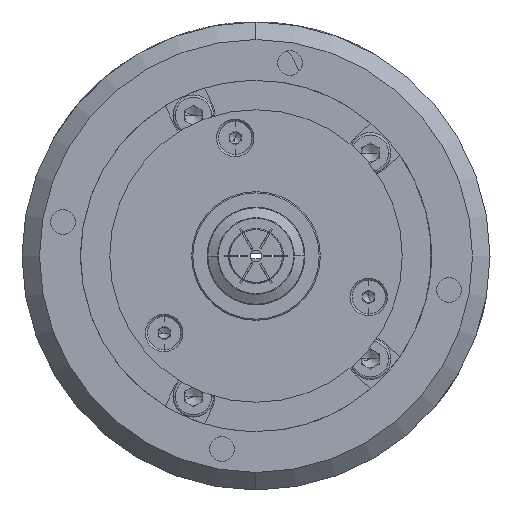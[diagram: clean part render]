
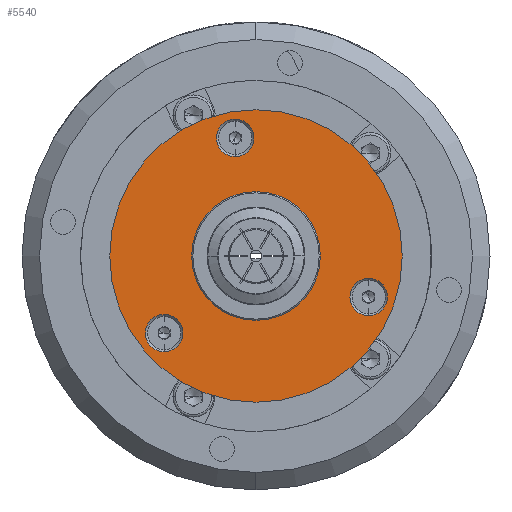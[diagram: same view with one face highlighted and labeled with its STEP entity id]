
A CAD part, left-side view. The second image highlights one B-rep face of the part: STEP entity #5540.
In plain terms, the highlighted planar face has unit normal (-1, 0, 0).
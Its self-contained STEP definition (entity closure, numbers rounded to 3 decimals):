
#5335 = EDGE_CURVE ( 'NONE', #5355, #5546, #17137, .T. ) ;
#5355 = VERTEX_POINT ( 'NONE', #17112 ) ;
#5406 = VERTEX_POINT ( 'NONE', #17199 ) ;
#5411 = EDGE_CURVE ( 'NONE', #5406, #5412, #17372, .T. ) ;
#5412 = VERTEX_POINT ( 'NONE', #17196 ) ;
#5437 = VERTEX_POINT ( 'NONE', #17321 ) ;
#5442 = EDGE_CURVE ( 'NONE', #5437, #5443, #17315, .T. ) ;
#5443 = VERTEX_POINT ( 'NONE', #17310 ) ;
#5540 = ADVANCED_FACE ( 'NONE', ( #19123, #19122, #19121, #19120, #19119 ), #19360, .T. ) ;
#5541 = EDGE_LOOP ( 'NONE', ( #5729, #5580 ) ) ;
#5546 = VERTEX_POINT ( 'NONE', #19349 ) ;
#5578 = EDGE_CURVE ( 'NONE', #5443, #5437, #19208, .T. ) ;
#5580 = ORIENTED_EDGE ( 'NONE', *, *, #5442, .F. ) ;
#5582 = EDGE_LOOP ( 'NONE', ( #5733, #5735 ) ) ;
#5597 = EDGE_CURVE ( 'NONE', #5675, #5673, #19188, .T. ) ;
#5598 = EDGE_LOOP ( 'NONE', ( #5601, #5604 ) ) ;
#5601 = ORIENTED_EDGE ( 'NONE', *, *, #5665, .F. ) ;
#5604 = ORIENTED_EDGE ( 'NONE', *, *, #5335, .F. ) ;
#5665 = EDGE_CURVE ( 'NONE', #5546, #5355, #19156, .T. ) ;
#5667 = ORIENTED_EDGE ( 'NONE', *, *, #5774, .F. ) ;
#5668 = EDGE_LOOP ( 'NONE', ( #5670, #5676 ) ) ;
#5670 = ORIENTED_EDGE ( 'NONE', *, *, #5672, .T. ) ;
#5672 = EDGE_CURVE ( 'NONE', #5673, #5675, #19151, .T. ) ;
#5673 = VERTEX_POINT ( 'NONE', #17771 ) ;
#5675 = VERTEX_POINT ( 'NONE', #17770 ) ;
#5676 = ORIENTED_EDGE ( 'NONE', *, *, #5597, .T. ) ;
#5711 = EDGE_CURVE ( 'NONE', #5412, #5406, #17713, .T. ) ;
#5712 = EDGE_CURVE ( 'NONE', #5776, #5770, #17714, .T. ) ;
#5729 = ORIENTED_EDGE ( 'NONE', *, *, #5578, .F. ) ;
#5733 = ORIENTED_EDGE ( 'NONE', *, *, #5711, .F. ) ;
#5735 = ORIENTED_EDGE ( 'NONE', *, *, #5411, .F. ) ;
#5736 = EDGE_LOOP ( 'NONE', ( #5739, #5667 ) ) ;
#5739 = ORIENTED_EDGE ( 'NONE', *, *, #5712, .F. ) ;
#5770 = VERTEX_POINT ( 'NONE', #17879 ) ;
#5774 = EDGE_CURVE ( 'NONE', #5770, #5776, #17873, .T. ) ;
#5776 = VERTEX_POINT ( 'NONE', #17868 ) ;
#17112 = CARTESIAN_POINT ( 'NONE',  ( -12.2, 0., 25. ) ) ;
#17133 = DIRECTION ( 'NONE',  ( 0., 0., -1. ) ) ;
#17134 = DIRECTION ( 'NONE',  ( 1., 0., 0. ) ) ;
#17135 = CARTESIAN_POINT ( 'NONE',  ( -12.2, 0., 0. ) ) ;
#17136 = AXIS2_PLACEMENT_3D ( 'NONE', #17135, #17134, #17133 ) ;
#17137 = CIRCLE ( 'NONE', #17136, 25. ) ;
#17196 = CARTESIAN_POINT ( 'NONE',  ( -12.2, -19.264, -3.811 ) ) ;
#17197 = DIRECTION ( 'NONE',  ( 0., 0., 1. ) ) ;
#17198 = DIRECTION ( 'NONE',  ( -1., 0., 0. ) ) ;
#17199 = CARTESIAN_POINT ( 'NONE',  ( -12.2, -19.264, -10.211 ) ) ;
#17261 = CARTESIAN_POINT ( 'NONE',  ( -12.2, -19.264, -7.011 ) ) ;
#17262 = AXIS2_PLACEMENT_3D ( 'NONE', #17261, #17198, #17197 ) ;
#17310 = CARTESIAN_POINT ( 'NONE',  ( -12.2, 3.56, 23.389 ) ) ;
#17311 = DIRECTION ( 'NONE',  ( 0., 0., 1. ) ) ;
#17312 = DIRECTION ( 'NONE',  ( -1., 0., 0. ) ) ;
#17313 = CARTESIAN_POINT ( 'NONE',  ( -12.2, 3.56, 20.189 ) ) ;
#17314 = AXIS2_PLACEMENT_3D ( 'NONE', #17313, #17312, #17311 ) ;
#17315 = CIRCLE ( 'NONE', #17314, 3.2 ) ;
#17321 = CARTESIAN_POINT ( 'NONE',  ( -12.2, 3.56, 16.989 ) ) ;
#17372 = CIRCLE ( 'NONE', #17262, 3.2 ) ;
#17709 = DIRECTION ( 'NONE',  ( 0., 0., 1. ) ) ;
#17710 = DIRECTION ( 'NONE',  ( -1., 0., 0. ) ) ;
#17711 = CARTESIAN_POINT ( 'NONE',  ( -12.2, -19.264, -7.011 ) ) ;
#17712 = AXIS2_PLACEMENT_3D ( 'NONE', #17711, #17710, #17709 ) ;
#17713 = CIRCLE ( 'NONE', #17712, 3.2 ) ;
#17714 = CIRCLE ( 'NONE', #17804, 3.2 ) ;
#17717 = DIRECTION ( 'NONE',  ( 0., 0., -1. ) ) ;
#17746 = CARTESIAN_POINT ( 'NONE',  ( -12.2, 0., 0. ) ) ;
#17770 = CARTESIAN_POINT ( 'NONE',  ( -12.2, 0., 9.8 ) ) ;
#17771 = CARTESIAN_POINT ( 'NONE',  ( -12.2, 0., -9.8 ) ) ;
#17774 = AXIS2_PLACEMENT_3D ( 'NONE', #17746, #17805, #17717 ) ;
#17801 = DIRECTION ( 'NONE',  ( 0., 0., 1. ) ) ;
#17802 = DIRECTION ( 'NONE',  ( -1., 0., 0. ) ) ;
#17803 = CARTESIAN_POINT ( 'NONE',  ( -12.2, 15.704, -13.177 ) ) ;
#17804 = AXIS2_PLACEMENT_3D ( 'NONE', #17803, #17802, #17801 ) ;
#17805 = DIRECTION ( 'NONE',  ( 1., 0., 0. ) ) ;
#17868 = CARTESIAN_POINT ( 'NONE',  ( -12.2, 15.704, -9.977 ) ) ;
#17869 = DIRECTION ( 'NONE',  ( 0., 0., 1. ) ) ;
#17870 = DIRECTION ( 'NONE',  ( -1., 0., 0. ) ) ;
#17871 = CARTESIAN_POINT ( 'NONE',  ( -12.2, 15.704, -13.177 ) ) ;
#17872 = AXIS2_PLACEMENT_3D ( 'NONE', #17871, #17870, #17869 ) ;
#17873 = CIRCLE ( 'NONE', #17872, 3.2 ) ;
#17879 = CARTESIAN_POINT ( 'NONE',  ( -12.2, 15.704, -16.377 ) ) ;
#19119 = FACE_OUTER_BOUND ( 'NONE', #5598, .T. ) ;
#19120 = FACE_BOUND ( 'NONE', #5668, .T. ) ;
#19121 = FACE_BOUND ( 'NONE', #5736, .T. ) ;
#19122 = FACE_BOUND ( 'NONE', #5582, .T. ) ;
#19123 = FACE_BOUND ( 'NONE', #5541, .T. ) ;
#19151 = CIRCLE ( 'NONE', #17774, 9.8 ) ;
#19152 = DIRECTION ( 'NONE',  ( 0., 0., -1. ) ) ;
#19153 = DIRECTION ( 'NONE',  ( 1., 0., 0. ) ) ;
#19154 = CARTESIAN_POINT ( 'NONE',  ( -12.2, 0., 0. ) ) ;
#19155 = AXIS2_PLACEMENT_3D ( 'NONE', #19154, #19153, #19152 ) ;
#19156 = CIRCLE ( 'NONE', #19155, 25. ) ;
#19184 = DIRECTION ( 'NONE',  ( 0., 0., -1. ) ) ;
#19185 = DIRECTION ( 'NONE',  ( 1., 0., 0. ) ) ;
#19186 = CARTESIAN_POINT ( 'NONE',  ( -12.2, 0., 0. ) ) ;
#19187 = AXIS2_PLACEMENT_3D ( 'NONE', #19186, #19185, #19184 ) ;
#19188 = CIRCLE ( 'NONE', #19187, 9.8 ) ;
#19201 = DIRECTION ( 'NONE',  ( 0., 0., 1. ) ) ;
#19202 = DIRECTION ( 'NONE',  ( -1., 0., 0. ) ) ;
#19203 = CARTESIAN_POINT ( 'NONE',  ( -12.2, 3.56, 20.189 ) ) ;
#19204 = AXIS2_PLACEMENT_3D ( 'NONE', #19203, #19202, #19201 ) ;
#19208 = CIRCLE ( 'NONE', #19204, 3.2 ) ;
#19349 = CARTESIAN_POINT ( 'NONE',  ( -12.2, 0., -25. ) ) ;
#19356 = DIRECTION ( 'NONE',  ( 0., 0., 1. ) ) ;
#19357 = DIRECTION ( 'NONE',  ( -1., 0., 0. ) ) ;
#19358 = CARTESIAN_POINT ( 'NONE',  ( -12.2, 25., 0. ) ) ;
#19359 = AXIS2_PLACEMENT_3D ( 'NONE', #19358, #19357, #19356 ) ;
#19360 = PLANE ( 'NONE',  #19359 ) ;
